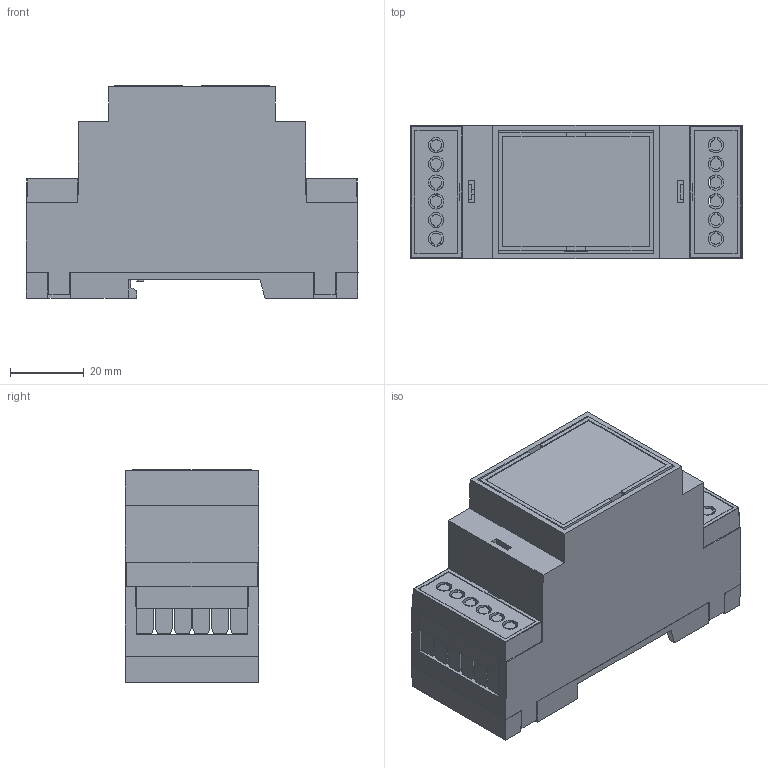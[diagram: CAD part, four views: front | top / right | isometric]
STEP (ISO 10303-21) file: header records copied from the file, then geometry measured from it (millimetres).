
FILE_DESCRIPTION(/* description */ (''),/* implementation_level */ '2;1');
FILE_NAME(/* name */ 'D2MG.stp',/* time_stamp */ '2018-04-27T11:33:29+03:00',/* author */ ('shawn'),/* organization */ (''),/* preprocessor_version */ 'ST-DEVELOPER v17',/* originating_system */ 'Autodesk Inventor 2018',/* authorisation */ '');
FILE_SCHEMA (('AUTOMOTIVE_DESIGN { 1 0 10303 214 3 1 1 }'));
Length unit declared in the file: millimetre
Products named in the file (5): D2MG; D2MG bottom; D2MG up; D2MG guard; D2MG cover
Assembly tree (5 placements, depth 2):
  D2MG
    D2MG bottom
    D2MG up
    D2MG guard  x2
    D2MG cover
Bounding box: 90.2 x 36.3 x 57.7 mm (x, y, z)
Volume: 32480.6 mm3; surface area: 43911.8 mm2
Topology: 5 solids, 5 shells, 645 faces, 1916 edges, 1260 vertices
Faces by surface type: plane 529, cylinder 100, cone 8, sphere 8
Full cylindrical faces by diameter (mm): 1.5 x4, 2 x4, 3.2 x4, 4.2 x12
Entity records: 16396 total; most frequent: CARTESIAN_POINT 2889, ORIENTED_EDGE 2878, DIRECTION 2633, EDGE_CURVE 1439, LINE 1245, VECTOR 1245, VERTEX_POINT 950, AXIS2_PLACEMENT_3D 694
